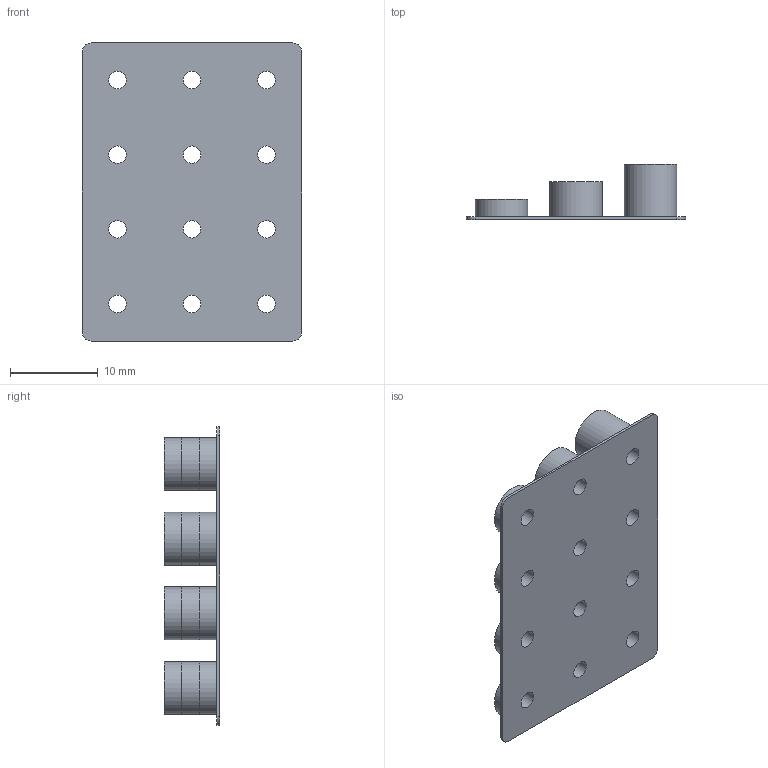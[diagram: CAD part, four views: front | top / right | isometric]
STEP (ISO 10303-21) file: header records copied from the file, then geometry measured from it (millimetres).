
FILE_DESCRIPTION(/* description */ (''),/* implementation_level */ '2;1');
FILE_NAME(/* name */ 'devFrame 246 Standoff Raft.step',/* time_stamp */ '2020-01-24T15:13:25-06:00',/* author */ (''),/* organization */ (''),/* preprocessor_version */ 'ST-DEVELOPER v18',/* originating_system */ 'Autodesk Translation Framework v8.12.0.6',/* authorisation */ '');
FILE_SCHEMA (('AUTOMOTIVE_DESIGN { 1 0 10303 214 3 1 1 }'));
Length unit declared in the file: millimetre
Products named in the file (1): devFrame 246 Standoff Raft
Bounding box: 25 x 6.3 x 34 mm (x, y, z)
Volume: 1449.8 mm3; surface area: 2886.8 mm2
Topology: 1 solids, 1 shells, 46 faces, 96 edges, 64 vertices
Faces by surface type: cylinder 28, plane 18
Full cylindrical faces by diameter (mm): 2 x12, 6 x12
Entity records: 1337 total; most frequent: DIRECTION 246, CARTESIAN_POINT 207, ORIENTED_EDGE 192, AXIS2_PLACEMENT_3D 103, EDGE_CURVE 96, EDGE_LOOP 82, VERTEX_POINT 64, CIRCLE 56
